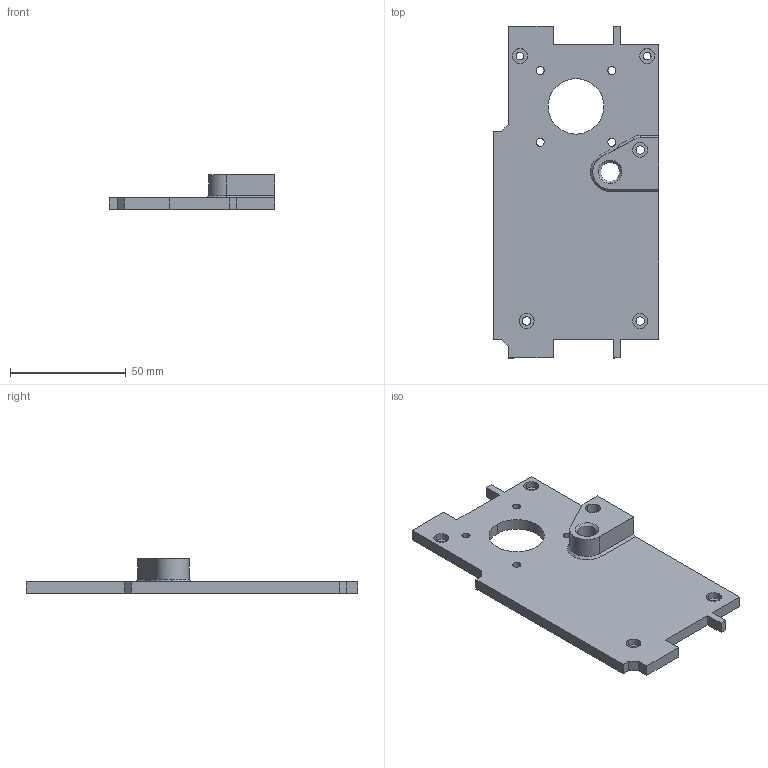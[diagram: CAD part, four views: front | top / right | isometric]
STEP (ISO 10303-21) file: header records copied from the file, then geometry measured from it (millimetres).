
FILE_DESCRIPTION (( 'STEP AP203' ), '1' );
FILE_NAME ('motor housing RIGHT-cover.STEP', '2018-02-12T13:34:04', ( '' ), ( '' ), 'SwSTEP 2.0', 'SolidWorks 2017', '' );
FILE_SCHEMA (( 'CONFIG_CONTROL_DESIGN' ));
Length unit declared in the file: millimetre
Products named in the file (1): motor housing RIGHT-cover
Bounding box: 71.5 x 143.63 x 15 mm (x, y, z)
Volume: 47293.4 mm3; surface area: 22058.7 mm2
Topology: 1 solids, 1 shells, 76 faces, 203 edges, 134 vertices
Faces by surface type: plane 36, cylinder 35, cone 5
Entity records: 2513 total; most frequent: DIRECTION 433, CARTESIAN_POINT 417, ORIENTED_EDGE 406, EDGE_CURVE 203, AXIS2_PLACEMENT_3D 154, VERTEX_POINT 134, LINE 125, VECTOR 125
